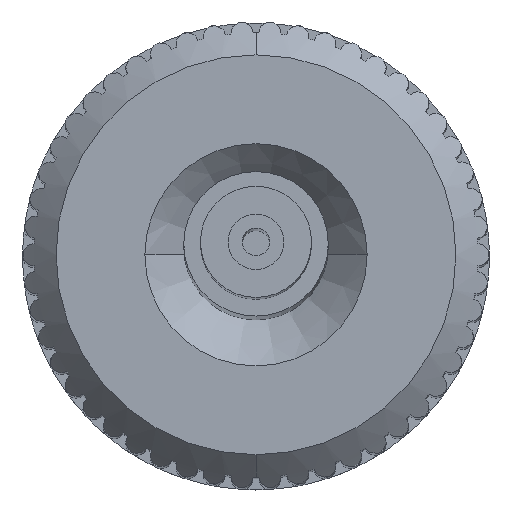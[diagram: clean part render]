
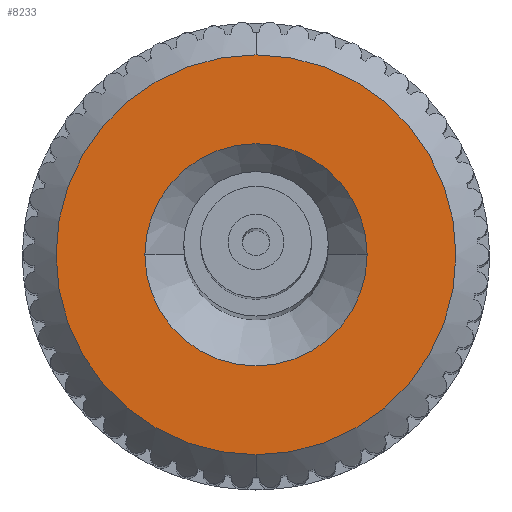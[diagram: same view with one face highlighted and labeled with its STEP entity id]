
A CAD part, top view. The second image highlights one B-rep face of the part: STEP entity #8233.
In plain terms, the highlighted face is planar.
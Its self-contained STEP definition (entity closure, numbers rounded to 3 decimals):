
#2122=CARTESIAN_POINT('',(0.,0.,0.));
#2123=DIRECTION('',(1.,0.,0.));
#2124=DIRECTION('',(0.,0.,1.));
#2125=AXIS2_PLACEMENT_3D('',#2122,#2123,#2124);
#2127=CARTESIAN_POINT('',(0.,0.,0.));
#2128=DIRECTION('',(1.,0.,0.));
#2129=DIRECTION('',(0.,0.,-1.));
#2130=AXIS2_PLACEMENT_3D('',#2127,#2128,#2129);
#2132=CARTESIAN_POINT('',(0.,0.,0.));
#2133=DIRECTION('',(1.,0.,0.));
#2134=DIRECTION('',(0.,-1.,0.));
#2135=AXIS2_PLACEMENT_3D('',#2132,#2133,#2134);
#2137=CARTESIAN_POINT('',(0.,0.,0.));
#2138=DIRECTION('',(1.,0.,0.));
#2139=DIRECTION('',(0.,1.,0.));
#2140=AXIS2_PLACEMENT_3D('',#2137,#2138,#2139);
#5641=CARTESIAN_POINT('',(0.,0.,1.8));
#5642=CARTESIAN_POINT('',(0.,0.,-1.8));
#5643=VERTEX_POINT('',#5641);
#5644=VERTEX_POINT('',#5642);
#5903=CARTESIAN_POINT('',(0.,-1.,0.));
#5904=CARTESIAN_POINT('',(0.,1.,0.));
#5905=VERTEX_POINT('',#5903);
#5906=VERTEX_POINT('',#5904);
#8217=CARTESIAN_POINT('',(0.,0.,0.));
#8218=DIRECTION('',(1.,0.,0.));
#8219=DIRECTION('',(0.,-1.,0.));
#8220=AXIS2_PLACEMENT_3D('',#8217,#8218,#8219);
#8221=PLANE('',#8220);
#8223=ORIENTED_EDGE('',*,*,#8222,.T.);
#8225=ORIENTED_EDGE('',*,*,#8224,.T.);
#8226=EDGE_LOOP('',(#8223,#8225));
#8227=FACE_OUTER_BOUND('',#8226,.F.);
#8229=ORIENTED_EDGE('',*,*,#8228,.F.);
#8230=ORIENTED_EDGE('',*,*,#8207,.F.);
#8231=EDGE_LOOP('',(#8229,#8230));
#8232=FACE_BOUND('',#8231,.F.);
#2126=CIRCLE('',#2125,1.8);
#2131=CIRCLE('',#2130,1.8);
#2136=CIRCLE('',#2135,1.);
#2141=CIRCLE('',#2140,1.);
#8207=EDGE_CURVE('',#5906,#5905,#2141,.T.);
#8222=EDGE_CURVE('',#5643,#5644,#2126,.T.);
#8224=EDGE_CURVE('',#5644,#5643,#2131,.T.);
#8228=EDGE_CURVE('',#5905,#5906,#2136,.T.);
#8233=ADVANCED_FACE('',(#8227,#8232),#8221,.F.);
